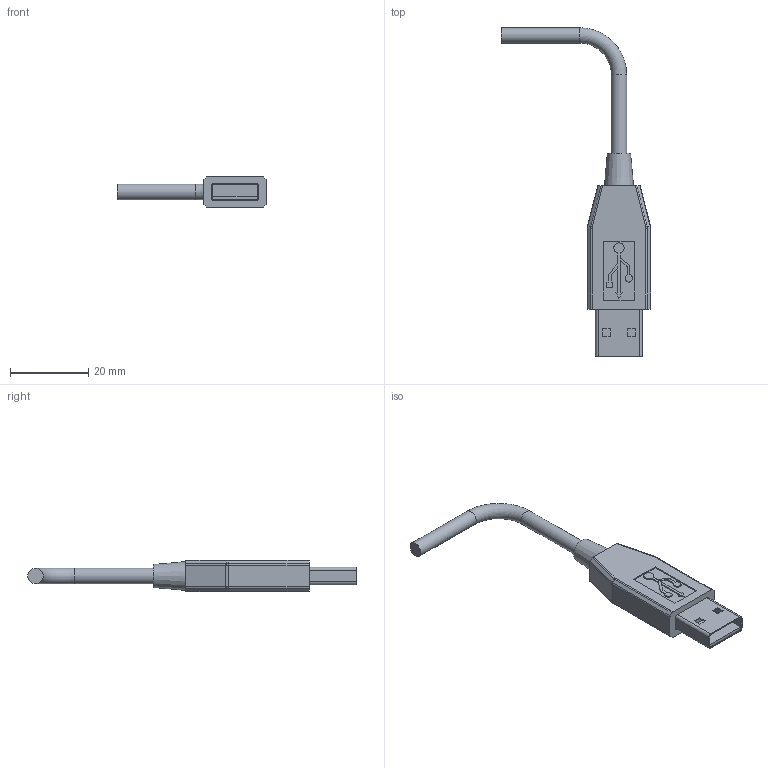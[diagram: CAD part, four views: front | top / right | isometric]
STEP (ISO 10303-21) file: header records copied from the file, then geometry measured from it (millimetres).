
FILE_DESCRIPTION(/* description */ (''),/* implementation_level */ '2;1');
FILE_NAME(/* name */ 'usb head.stp',/* time_stamp */ '2017-02-06T13:22:11-05:00',/* author */ ('shinezackery'),/* organization */ (''),/* preprocessor_version */ 'ST-DEVELOPER v16.1',/* originating_system */ 'Autodesk Inventor 2016',/* authorisation */ '');
FILE_SCHEMA (('AUTOMOTIVE_DESIGN { 1 0 10303 214 3 1 1 }'));
Length unit declared in the file: millimetre
Products named in the file (1): usb head
Bounding box: 38.08 x 83.73 x 8 mm (x, y, z)
Volume: 5020.8 mm3; surface area: 3107.9 mm2
Topology: 1 solids, 1 shells, 126 faces, 326 edges, 209 vertices
Faces by surface type: plane 68, cylinder 40, bspline 16, torus 1, cone 1
Full cylindrical faces by diameter (mm): 3.9 x2
Entity records: 4203 total; most frequent: CARTESIAN_POINT 896, DIRECTION 653, ORIENTED_EDGE 642, EDGE_CURVE 321, AXIS2_PLACEMENT_3D 221, LINE 211, VECTOR 211, VERTEX_POINT 208
